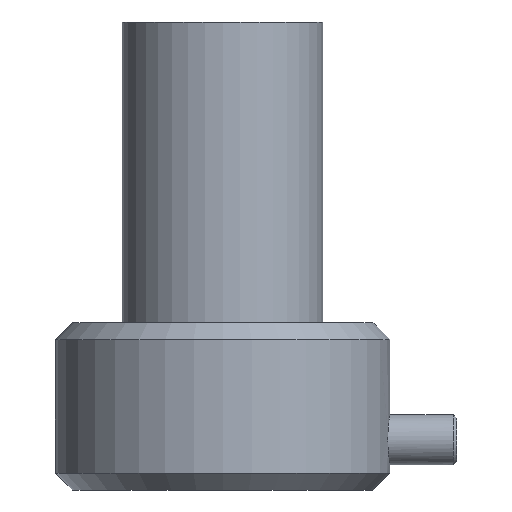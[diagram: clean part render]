
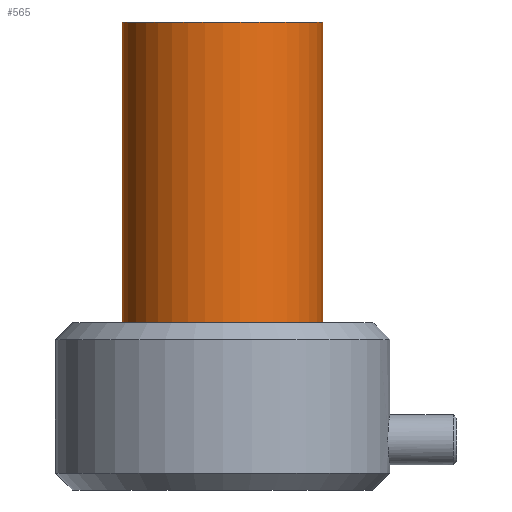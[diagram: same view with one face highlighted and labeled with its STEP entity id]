
A CAD part, front view. The second image highlights one B-rep face of the part: STEP entity #565.
In plain terms, the highlighted cylindrical face has radius 3 mm (diameter 6 mm), a full revolution.
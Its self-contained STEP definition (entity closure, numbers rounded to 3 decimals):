
#76=FACE_OUTER_BOUND('',#113,.T.);
#113=EDGE_LOOP('',(#410,#411,#412,#413));
#155=LINE('',#965,#199);
#199=VECTOR('',#778,3.);
#245=CIRCLE('',#690,3.);
#246=CIRCLE('',#691,3.);
#276=VERTEX_POINT('',#962);
#277=VERTEX_POINT('',#964);
#329=EDGE_CURVE('',#276,#276,#245,.T.);
#330=EDGE_CURVE('',#276,#277,#155,.T.);
#331=EDGE_CURVE('',#277,#277,#246,.T.);
#410=ORIENTED_EDGE('',*,*,#329,.T.);
#411=ORIENTED_EDGE('',*,*,#330,.T.);
#412=ORIENTED_EDGE('',*,*,#331,.F.);
#413=ORIENTED_EDGE('',*,*,#330,.F.);
#556=CYLINDRICAL_SURFACE('',#689,3.);
#565=ADVANCED_FACE('',(#76),#556,.T.);
#689=AXIS2_PLACEMENT_3D('',#961,#774,#775);
#690=AXIS2_PLACEMENT_3D('',#963,#776,#777);
#691=AXIS2_PLACEMENT_3D('',#966,#779,#780);
#774=DIRECTION('center_axis',(0.,0.,1.));
#775=DIRECTION('ref_axis',(-1.,0.,0.));
#776=DIRECTION('center_axis',(0.,0.,-1.));
#777=DIRECTION('ref_axis',(-1.,0.,0.));
#778=DIRECTION('',(0.,0.,-1.));
#779=DIRECTION('center_axis',(0.,0.,-1.));
#780=DIRECTION('ref_axis',(-1.,0.,0.));
#961=CARTESIAN_POINT('Origin',(0.,0.,0.));
#962=CARTESIAN_POINT('',(3.,0.,9.));
#963=CARTESIAN_POINT('Origin',(0.,0.,9.));
#964=CARTESIAN_POINT('',(3.,0.,0.));
#965=CARTESIAN_POINT('',(3.,0.,0.));
#966=CARTESIAN_POINT('Origin',(0.,0.,0.));
